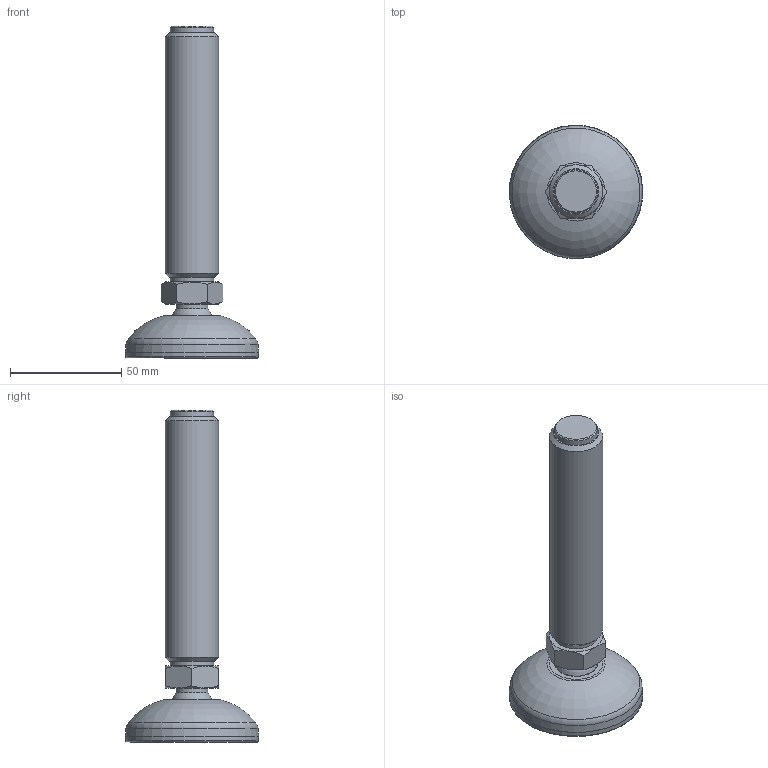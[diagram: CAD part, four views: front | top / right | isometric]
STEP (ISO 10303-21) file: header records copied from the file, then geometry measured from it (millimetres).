
FILE_DESCRIPTION(/* description */ ('AC2F'),/* implementation_level */ '2;1');
FILE_NAME(/* name */ '6322465',/* time_stamp */ '2018-06-06T09:29:06+02:00',/* author */ ('Zorzan Davide'),/* organization */ ('Gamm Srl.'),/* preprocessor_version */ 'ST-DEVELOPER v16.7',/* originating_system */ 'DEX',/* authorisation */ $);
FILE_SCHEMA (('CONFIG_CONTROL_DESIGN'));
Length unit declared in the file: millimetre
Products named in the file (4): 6322465; 6305030; 1875125; 6314035
Assembly tree (3 placements, depth 2):
  6322465
    6305030
    1875125
    6314035
Bounding box: 59.91 x 59.91 x 149.2 mm (x, y, z)
Volume: 89047.1 mm3; surface area: 28876.8 mm2
Topology: 3 solids, 3 shells, 86 faces, 214 edges, 140 vertices
Faces by surface type: plane 42, torus 14, cylinder 10, cone 10, sphere 10
Full cylindrical faces by diameter (mm): 14.304 x1, 15.7 x1, 16 x1, 16.2 x1, 18.322 x1, 19.5 x2, 24 x1, 53 x2
Entity records: 2771 total; most frequent: CARTESIAN_POINT 568, DIRECTION 416, ORIENTED_EDGE 346, AXIS2_PLACEMENT_3D 181, EDGE_CURVE 173, VERTEX_POINT 127, EDGE_LOOP 120, FACE_BOUND 120
